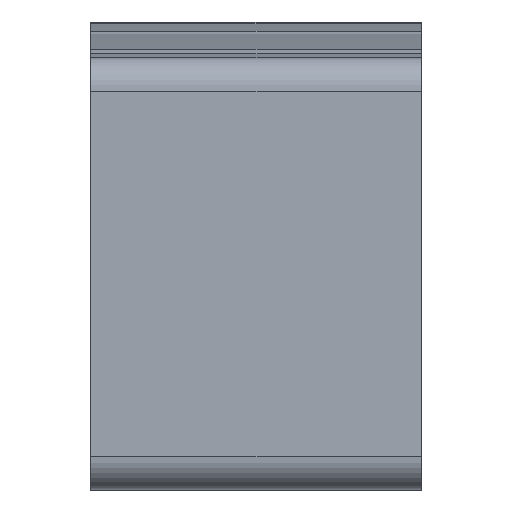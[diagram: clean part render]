
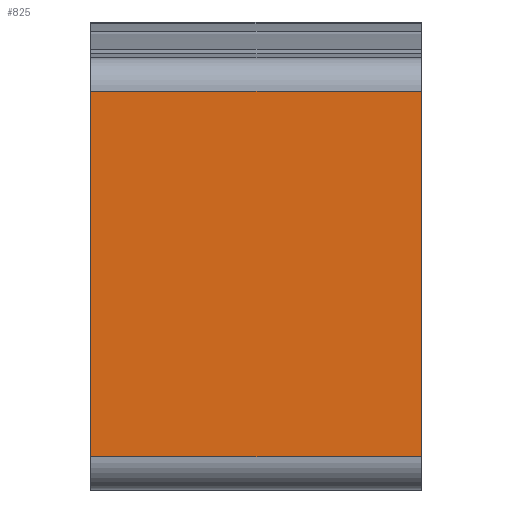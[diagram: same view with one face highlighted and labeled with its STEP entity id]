
A CAD part, left-side view. The second image highlights one B-rep face of the part: STEP entity #825.
In plain terms, the highlighted planar face has unit normal (-1, 0, 0).
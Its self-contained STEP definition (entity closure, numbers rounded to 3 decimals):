
#16=PLANE('',#936);
#218=ORIENTED_EDGE('',*,*,#380,.T.);
#219=ORIENTED_EDGE('',*,*,#464,.T.);
#220=ORIENTED_EDGE('',*,*,#417,.F.);
#221=ORIENTED_EDGE('',*,*,#465,.T.);
#380=EDGE_CURVE('',#507,#506,#590,.T.);
#417=EDGE_CURVE('',#543,#544,#605,.T.);
#464=EDGE_CURVE('',#506,#544,#626,.F.);
#465=EDGE_CURVE('',#543,#507,#627,.F.);
#506=VERTEX_POINT('',#1281);
#507=VERTEX_POINT('',#1283);
#543=VERTEX_POINT('',#1357);
#544=VERTEX_POINT('',#1358);
#590=LINE('',#1282,#660);
#605=LINE('',#1356,#675);
#626=LINE('',#1446,#696);
#627=LINE('',#1447,#697);
#660=VECTOR('',#1007,1000.);
#675=VECTOR('',#1068,1000.);
#696=VECTOR('',#1149,1000.);
#697=VECTOR('',#1150,1000.);
#733=EDGE_LOOP('',(#218,#219,#220,#221));
#778=FACE_BOUND('',#733,.T.);
#825=ADVANCED_FACE('',(#778),#16,.T.);
#936=AXIS2_PLACEMENT_3D('',#1445,#1147,#1148);
#1007=DIRECTION('',(0.,0.,1.));
#1068=DIRECTION('',(0.,0.,1.));
#1147=DIRECTION('',(-1.,0.,0.));
#1148=DIRECTION('',(0.,0.,1.));
#1149=DIRECTION('',(0.,-1.,0.));
#1150=DIRECTION('',(0.,1.,0.));
#1281=CARTESIAN_POINT('',(0.,-5.,6.027));
#1282=CARTESIAN_POINT('',(0.,-5.,2.75));
#1283=CARTESIAN_POINT('',(0.,-5.,0.5));
#1356=CARTESIAN_POINT('',(0.,0.,2.75));
#1357=CARTESIAN_POINT('',(0.,0.,0.5));
#1358=CARTESIAN_POINT('',(0.,0.,6.027));
#1445=CARTESIAN_POINT('',(0.,-5.,2.75));
#1446=CARTESIAN_POINT('',(0.,0.,6.027));
#1447=CARTESIAN_POINT('',(0.,-5.,0.5));
